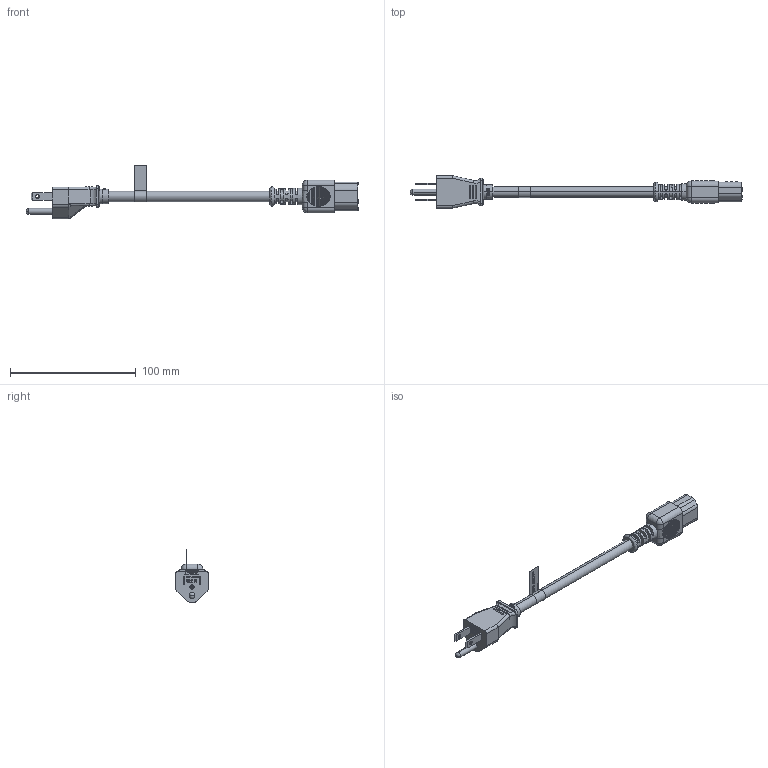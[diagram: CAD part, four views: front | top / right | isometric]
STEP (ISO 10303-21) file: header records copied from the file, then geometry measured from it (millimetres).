
FILE_DESCRIPTION (( 'STEP AP203' ), '1' );
FILE_NAME ('11-00129_revA.STEP', '2020-05-20T23:14:26', ( '' ), ( '' ), 'SwSTEP 2.0', 'SolidWorks 2015', '' );
FILE_SCHEMA (( 'CONFIG_CONTROL_DESIGN' ));
Length unit declared in the file: millimetre
Products named in the file (4): 30-01109_blunt cut; 11-00129_revA; TLY-18; TLY-13
Assembly tree (3 placements, depth 2):
  11-00129_revA
    30-01109_blunt cut
    TLY-13
    TLY-18
Bounding box: 264 x 25.8 x 42.9 mm (x, y, z)
Volume: 46766.9 mm3; surface area: 79115.3 mm2
Topology: 348 solids, 348 shells, 3445 faces, 7809 edges, 5141 vertices
Faces by surface type: plane 2062, cylinder 1223, bspline 146, cone 10, sphere 4
Entity records: 101200 total; most frequent: CARTESIAN_POINT 22574, DIRECTION 16238, ORIENTED_EDGE 15602, EDGE_CURVE 7801, AXIS2_PLACEMENT_3D 5779, VERTEX_POINT 5141, LINE 4680, VECTOR 4680
